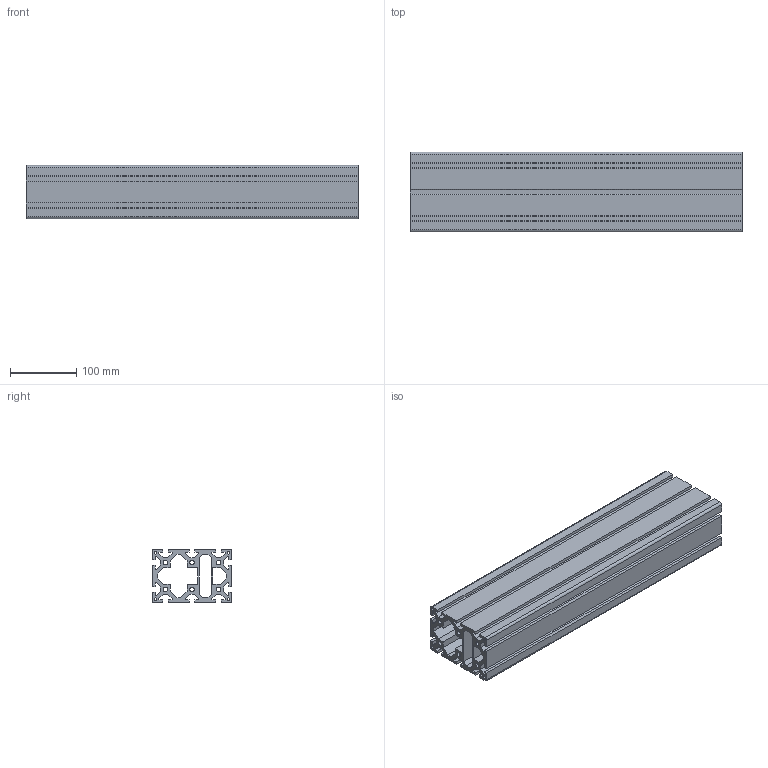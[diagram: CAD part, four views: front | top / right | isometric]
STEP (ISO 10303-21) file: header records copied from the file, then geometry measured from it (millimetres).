
FILE_DESCRIPTION (( 'STEP AP214' ), '1' );
FILE_NAME ('RP1080 8 120x80 Normal.STEP', '2026-02-23T12:49:29', ( '' ), ( '' ), 'SwSTEP 2.0', 'SolidWorks 2026', '' );
FILE_SCHEMA (( 'AUTOMOTIVE_DESIGN' ));
Length unit declared in the file: millimetre
Products named in the file (1): RP1080 8 120x80 Normal
Bounding box: 500 x 120 x 80 mm (x, y, z)
Volume: 1979500.1 mm3; surface area: 726022.9 mm2
Topology: 1 solids, 1 shells, 162 faces, 480 edges, 320 vertices
Faces by surface type: plane 138, cylinder 24
Entity records: 5427 total; most frequent: CARTESIAN_POINT 963, ORIENTED_EDGE 960, DIRECTION 854, EDGE_CURVE 480, VECTOR 432, LINE 432, VERTEX_POINT 320, AXIS2_PLACEMENT_3D 211
